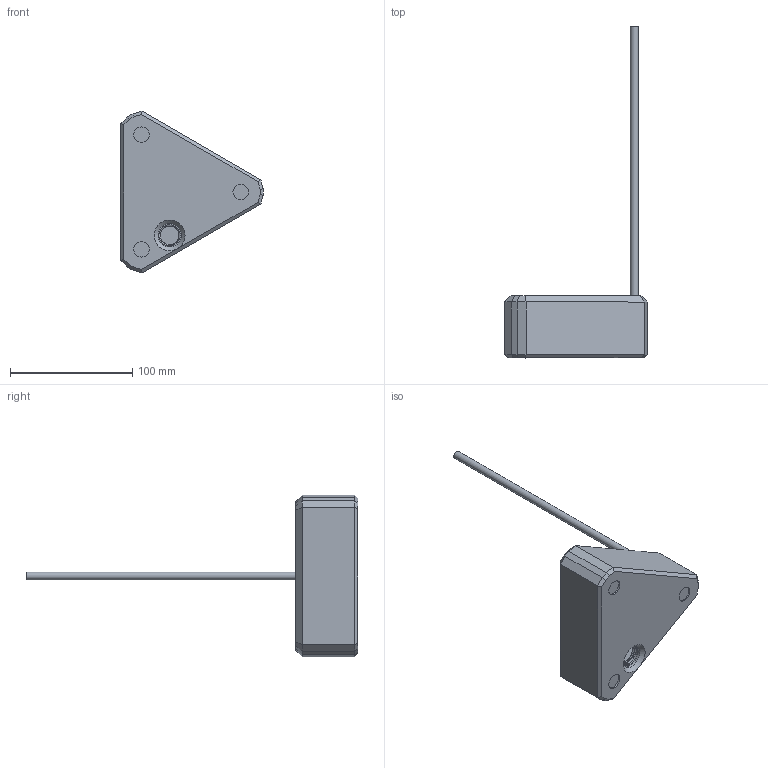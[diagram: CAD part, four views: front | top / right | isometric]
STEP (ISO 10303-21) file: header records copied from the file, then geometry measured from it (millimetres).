
FILE_DESCRIPTION(/* description */ (''),/* implementation_level */ '2;1');
FILE_NAME(/* name */ 'base.step',/* time_stamp */ '2022-01-04T08:37:35-08:00',/* author */ (''),/* organization */ (''),/* preprocessor_version */ 'ST-DEVELOPER v18.1',/* originating_system */ 'Autodesk Translation Framework v10.10.0.1391',/* authorisation */ '');
FILE_SCHEMA (('AUTOMOTIVE_DESIGN { 1 0 10303 214 3 1 1 }'));
Length unit declared in the file: inch
Products named in the file (1): Stand
Bounding box: 116.58 x 271.78 x 132.34 mm (x, y, z)
Volume: 145494.4 mm3; surface area: 77610.9 mm2
Topology: 2 solids, 2 shells, 122 faces, 283 edges, 172 vertices
Faces by surface type: plane 89, cylinder 23, bspline 5, cone 5
Full cylindrical faces by diameter (mm): 6.35 x2, 7.112 x1, 12.7 x3, 15.311 x1, 17.462 x2, 19.05 x1
Entity records: 4435 total; most frequent: CARTESIAN_POINT 1716, ORIENTED_EDGE 566, DIRECTION 521, EDGE_CURVE 283, LINE 199, VECTOR 199, VERTEX_POINT 172, AXIS2_PLACEMENT_3D 161
